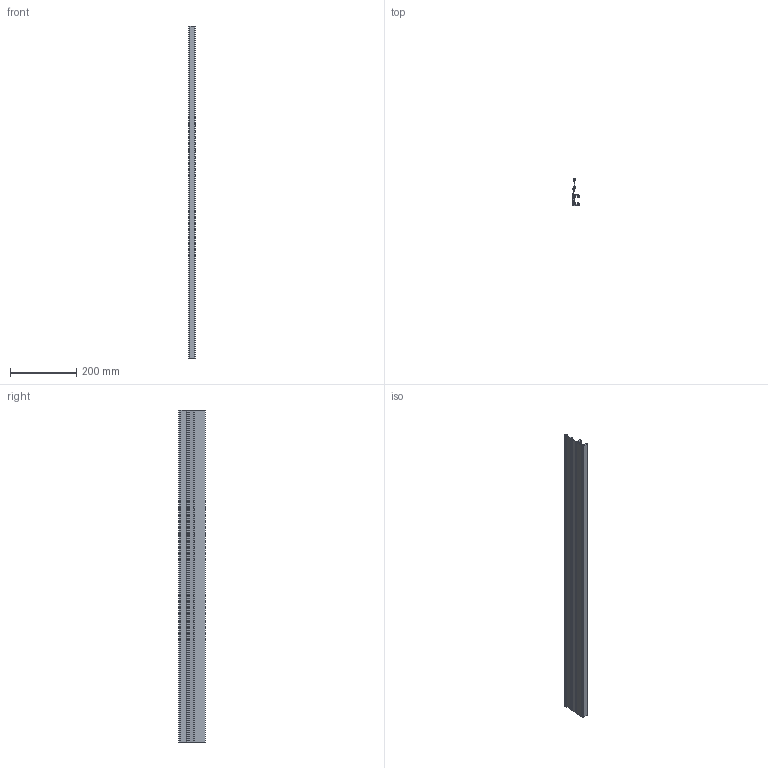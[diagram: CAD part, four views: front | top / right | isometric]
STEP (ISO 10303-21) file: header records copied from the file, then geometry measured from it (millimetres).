
FILE_DESCRIPTION (( 'STEP AP203' ), '1' );
FILE_NAME ('Ñòåíêà 1000 ñ ïðîôèëåì.STEP', '2025-05-06T13:42:41', ( '' ), ( '' ), 'SwSTEP 2.0', 'SolidWorks 2022', '' );
FILE_SCHEMA (( 'CONFIG_CONTROL_DESIGN' ));
Length unit declared in the file: millimetre
Products named in the file (3): Стенка H50 1000мм; Стенка 1000 с профилем; С-профиль 1000мм
Assembly tree (2 placements, depth 2):
  Стенка 1000 с профилем
    С-профиль 1000мм
    Стенка H50 1000мм
Bounding box: 19 x 81 x 1000 mm (x, y, z)
Volume: 375195 mm3; surface area: 367702.1 mm2
Topology: 2 solids, 2 shells, 155 faces, 453 edges, 302 vertices
Faces by surface type: cylinder 91, plane 64
Entity records: 5514 total; most frequent: DIRECTION 955, CARTESIAN_POINT 915, ORIENTED_EDGE 906, EDGE_CURVE 453, AXIS2_PLACEMENT_3D 342, VERTEX_POINT 302, VECTOR 271, LINE 271
